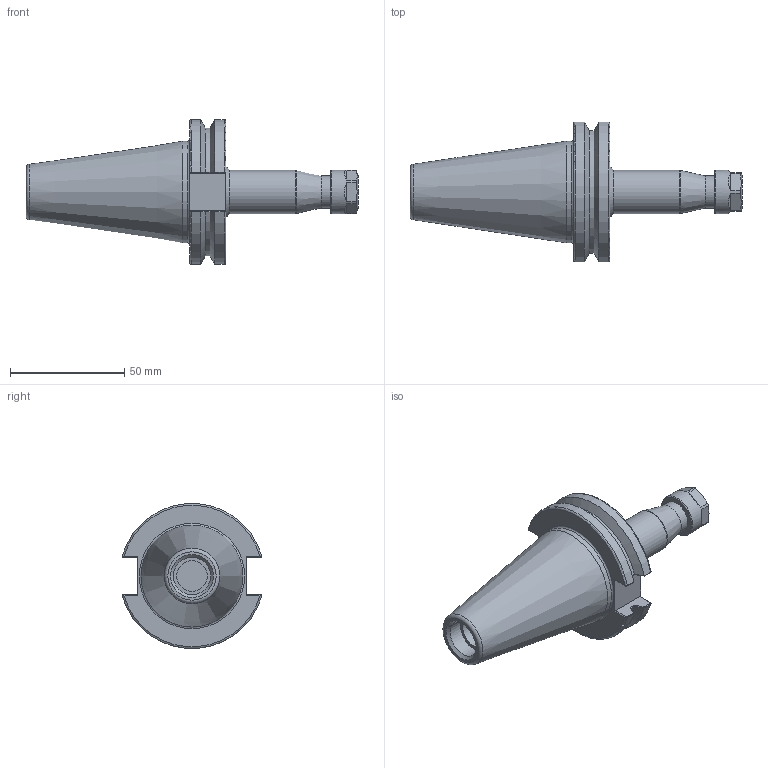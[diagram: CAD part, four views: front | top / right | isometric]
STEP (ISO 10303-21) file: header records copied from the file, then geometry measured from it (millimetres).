
FILE_DESCRIPTION(/* description */ (''),/* implementation_level */ '2;1');
FILE_NAME(/* name */ 'CAT40-ER11-3.0-REV1.stp',/* time_stamp */ '2016-02-24T21:10:50-06:00',/* author */ ('Me'),/* organization */ (''),/* preprocessor_version */ 'ST-DEVELOPER v15.6',/* originating_system */ 'Autodesk Inventor 2015',/* authorisation */ '');
FILE_SCHEMA (('AUTOMOTIVE_DESIGN { 1 0 10303 214 3 1 1 }'));
Length unit declared in the file: inch
Products named in the file (1): CAT40-ER11-3.0-REV1
Bounding box: 145.16 x 61.14 x 63.26 mm (x, y, z)
Volume: 117459.8 mm3; surface area: 22874.4 mm2
Topology: 1 solids, 1 shells, 106 faces, 272 edges, 173 vertices
Faces by surface type: plane 51, bspline 24, cylinder 13, cone 10, torus 8
Full cylindrical faces by diameter (mm): 11.112 x1, 13.386 x1, 14 x1, 16.256 x1, 19.05 x2, 44.45 x1
Entity records: 4097 total; most frequent: CARTESIAN_POINT 1687, ORIENTED_EDGE 502, DIRECTION 392, EDGE_CURVE 251, VERTEX_POINT 169, AXIS2_PLACEMENT_3D 144, EDGE_LOOP 128, FACE_OUTER_BOUND 106
